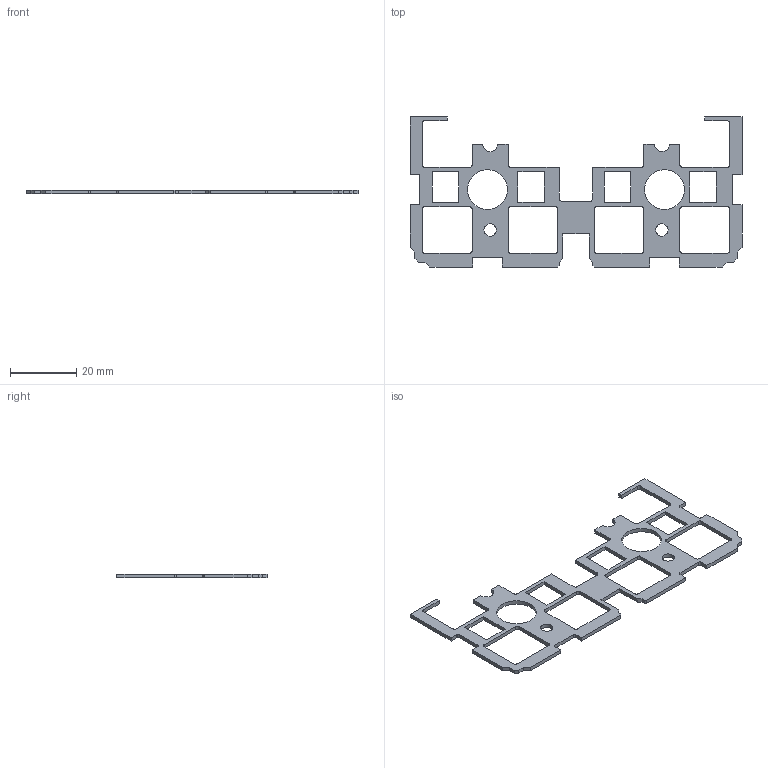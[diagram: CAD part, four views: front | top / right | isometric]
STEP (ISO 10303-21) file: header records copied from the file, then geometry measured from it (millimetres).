
FILE_DESCRIPTION(('KiCad electronic assembly'),'2;1');
FILE_NAME('PCBA-VSNX-SPACER-3D.step','2025-05-12T18:05:21',('Pcbnew'),( 'Kicad'),'Open CASCADE STEP processor 7.6','KiCad to STEP converter' ,'Unknown');
FILE_SCHEMA(('AUTOMOTIVE_DESIGN { 1 0 10303 214 1 1 1 1 }'));
Length unit declared in the file: millimetre
Products named in the file (2): PCBA-VSNX-SPACER-3D 1; PCBA-VSNX-SPACER_PCB
Assembly tree (1 placements, depth 2):
  PCBA-VSNX-SPACER-3D 1
    PCBA-VSNX-SPACER_PCB
Bounding box: 100 x 45.25 x 1.2 mm (x, y, z)
Volume: 1881 mm3; surface area: 4215.7 mm2
Topology: 1 solids, 1 shells, 172 faces, 510 edges, 340 vertices
Faces by surface type: plane 132, cylinder 40
Full cylindrical faces by diameter (mm): 3.7 x2, 12 x2
Entity records: 5799 total; most frequent: CARTESIAN_POINT 1024, ORIENTED_EDGE 1020, DIRECTION 938, EDGE_CURVE 510, LINE 430, VECTOR 430, VERTEX_POINT 340, AXIS2_PLACEMENT_3D 254
